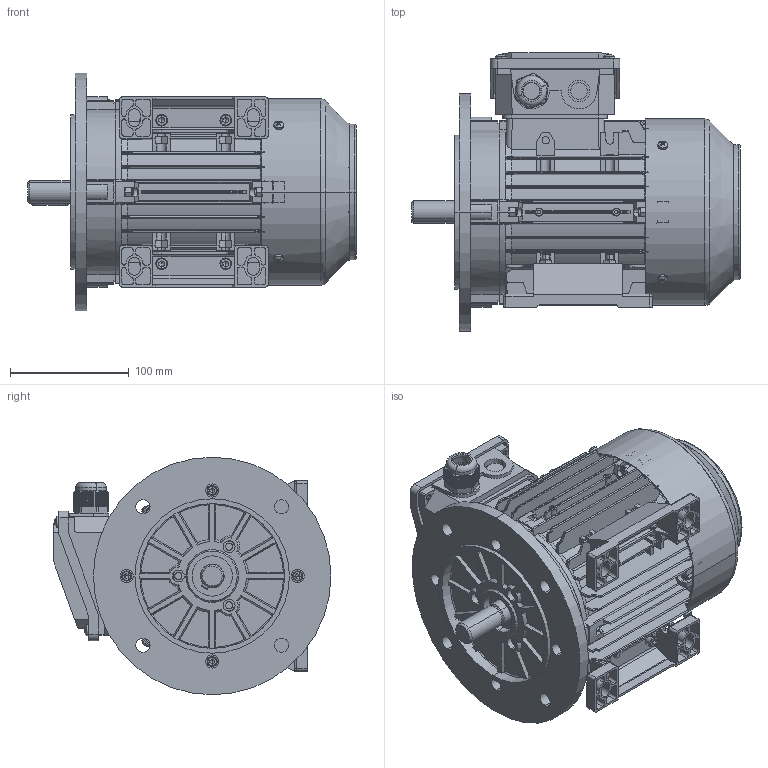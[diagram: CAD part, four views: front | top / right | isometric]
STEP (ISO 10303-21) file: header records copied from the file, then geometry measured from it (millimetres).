
FILE_DESCRIPTION (( 'STEP AP203' ), '1' );
FILE_NAME ('T80 B35蚾饜芞.STEP', '2015-04-25T05:45:05', ( 'USER' ), ( 'MS' ), 'SwSTEP 2.0', 'SolidWorks 2008', '' );
FILE_SCHEMA (( 'CONFIG_CONTROL_DESIGN' ));
Length unit declared in the file: millimetre
Products named in the file (18): T80底脚_默认; TA80-90斜接线盒盖_默认; 80-100出线螺套_默认; Plain parallel keys_GB_CONNECTING_PIECE_KEYS_CSK 6X32; Hexagon nuts grade C GB_GB_FASTENER_NUT_SNC1 M5-N; Hexagon socket head cap screws GB_GB_FASTENER_SCREWS_HSHCS M6X20-N; TA80 B5端盖1_默认; T80 B35蚾饜芞; T80机壳_默认; TA80风罩_默认; TA80转轴_默认; TA80后端盖1_默认; T80-90斜接线盒座_默认; 风叶_默认; Cross recessed thread forming screws GB_GB_CROSS_SCREWS_TYPE138 M5X12-N; Cross recessed thread forming screws GB_GB_CROSS_SCREWS_TYPE138 M4X12-N; Hexagon socket head cap screws GB_GB_FASTENER_SCREWS_HSHCS M5X25-N; Hexagon nuts grade C GB_GB_FASTENER_NUT_SNC1 M6-N
Assembly tree (44 placements, depth 2):
  T80 B35蚾饜芞
    Hexagon socket head cap screws GB_GB_FASTENER_SCREWS_HSHCS M5X25-N  x8
    T80底脚_默认  x2
    Hexagon nuts grade C GB_GB_FASTENER_NUT_SNC1 M5-N  x8
    Plain parallel keys_GB_CONNECTING_PIECE_KEYS_CSK 6X32
    TA80后端盖1_默认
    Cross recessed thread forming screws GB_GB_CROSS_SCREWS_TYPE138 M5X12-N  x4
    Cross recessed thread forming screws GB_GB_CROSS_SCREWS_TYPE138 M4X12-N  x4
    TA80风罩_默认
    TA80转轴_默认
    T80-90斜接线盒座_默认
    Hexagon socket head cap screws GB_GB_FASTENER_SCREWS_HSHCS M6X20-N  x4
    TA80-90斜接线盒盖_默认
    80-100出线螺套_默认
    T80机壳_默认
    风叶_默认
    Hexagon nuts grade C GB_GB_FASTENER_NUT_SNC1 M6-N  x4
    TA80 B5端盖1_默认
Bounding box: 277 x 234 x 200 mm (x, y, z)
Volume: 1032123.5 mm3; surface area: 684126.6 mm2
Topology: 44 solids, 44 shells, 4105 faces, 10694 edges, 6751 vertices
Faces by surface type: plane 2187, cylinder 1104, cone 325, bspline 226, torus 147, sphere 116
Entity records: 116429 total; most frequent: CARTESIAN_POINT 31774, ORIENTED_EDGE 17930, DIRECTION 16062, EDGE_CURVE 8965, VERTEX_POINT 5703, AXIS2_PLACEMENT_3D 5508, VECTOR 5046, LINE 5046
